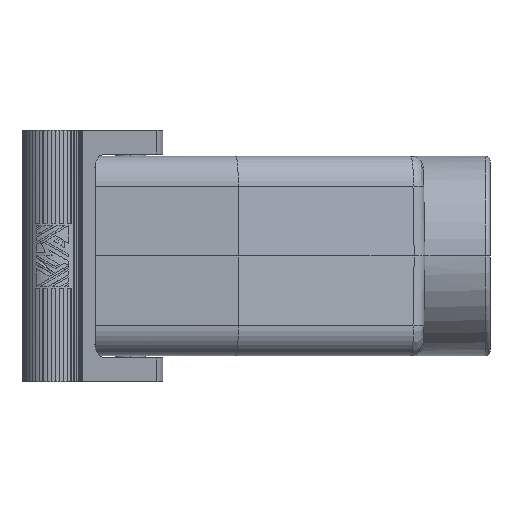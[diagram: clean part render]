
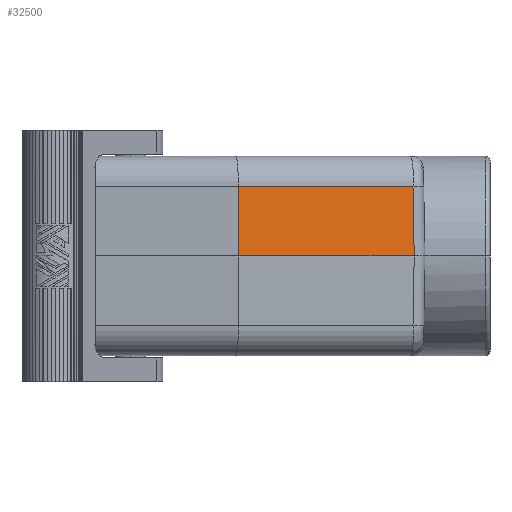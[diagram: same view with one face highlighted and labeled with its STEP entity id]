
A CAD part, left-side view. The second image highlights one B-rep face of the part: STEP entity #32500.
In plain terms, the highlighted face is planar.
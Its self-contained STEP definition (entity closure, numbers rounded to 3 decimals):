
#13530=CARTESIAN_POINT('',(31.972,56.576,
16.122));
#13540=VERTEX_POINT('',#13530);
#32130=CARTESIAN_POINT('',(29.999,68.576,
8.061));
#32140=DIRECTION('',(-0.985,-0.174,
-0.017));
#32150=DIRECTION('',(-0.017,-0.003,
1.));
#32160=AXIS2_PLACEMENT_3D('',#32130,#32140,#32150);
#32170=PLANE('',#32160);
#32180=CARTESIAN_POINT('',(29.86,68.552,
16.122));
#32190=DIRECTION('',(-0.174,0.985,
0.));
#32200=VECTOR('',#32190,1.);
#32210=LINE('',#32180,#32200);
#32220=CARTESIAN_POINT('',(24.872,96.84,
16.122));
#32230=VERTEX_POINT('',#32220);
#32240=EDGE_CURVE('',#13540,#32230,#32210,.T.);
#32250=ORIENTED_EDGE('',*,*,#32240,.F.);
#32260=CARTESIAN_POINT('',(25.108,97.121,
0.052));
#32270=DIRECTION('',(0.015,0.017,
-1.));
#32280=VECTOR('',#32270,1.);
#32290=LINE('',#32260,#32280);
#32300=CARTESIAN_POINT('',(25.108,97.122,
0.));
#32310=VERTEX_POINT('',#32300);
#32320=EDGE_CURVE('',#32230,#32310,#32290,.T.);
#32330=ORIENTED_EDGE('',*,*,#32320,.F.);
#32340=CARTESIAN_POINT('',(32.393,55.81,
0.));
#32350=DIRECTION('',(-0.174,0.985,
0.));
#32360=VECTOR('',#32350,1.);
#32370=LINE('',#32340,#32360);
#32380=CARTESIAN_POINT('',(32.253,56.6,
0.));
#32390=VERTEX_POINT('',#32380);
#32400=EDGE_CURVE('',#32390,#32310,#32370,.T.);
#32410=ORIENTED_EDGE('',*,*,#32400,.T.);
#32420=CARTESIAN_POINT('',(32.253,56.6,0.));
#32430=DIRECTION('',(-0.017,-0.002,
1.));
#32440=VECTOR('',#32430,1.);
#32450=LINE('',#32420,#32440);
#32460=EDGE_CURVE('',#32390,#13540,#32450,.T.);
#32470=ORIENTED_EDGE('',*,*,#32460,.F.);
#32480=EDGE_LOOP('',(#32470,#32410,#32330,#32250));
#32490=FACE_OUTER_BOUND('',#32480,.T.);
#32500=ADVANCED_FACE('',(#32490),#32170,.F.);
